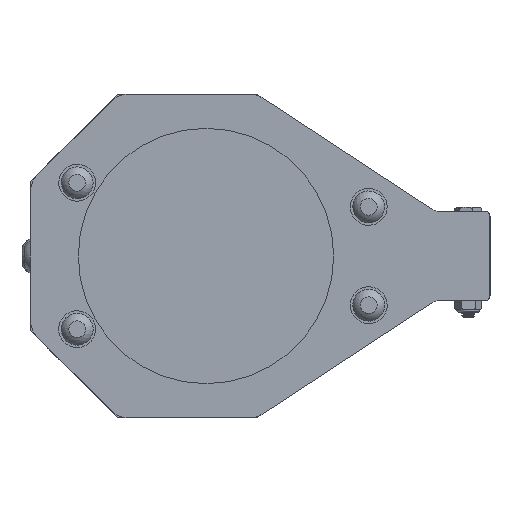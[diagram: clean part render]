
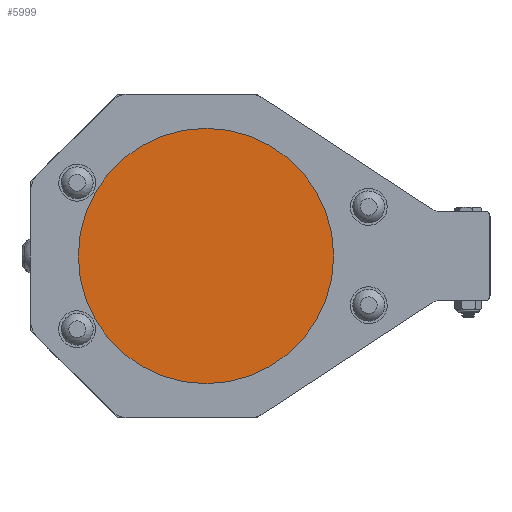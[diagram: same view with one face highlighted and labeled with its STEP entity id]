
A CAD part, left-side view. The second image highlights one B-rep face of the part: STEP entity #5999.
In plain terms, the highlighted planar face has unit normal (-1, 0, 0).
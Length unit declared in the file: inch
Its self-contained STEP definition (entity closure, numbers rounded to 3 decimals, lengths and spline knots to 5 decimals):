
#1256=PLANE('',#6637);
#1540=CIRCLE('',#6636,1.5);
#1998=FACE_OUTER_BOUND('',#2503,.T.);
#2503=EDGE_LOOP('',(#5426));
#3291=VERTEX_POINT('',#19460);
#4035=EDGE_CURVE('',#3291,#3291,#1540,.T.);
#5426=ORIENTED_EDGE('',*,*,#4035,.T.);
#5999=ADVANCED_FACE('',(#1998),#1256,.T.);
#6636=AXIS2_PLACEMENT_3D('',#19461,#8141,#8142);
#6637=AXIS2_PLACEMENT_3D('',#19462,#8143,#8144);
#8141=DIRECTION('center_axis',(-1.,0.,0.));
#8142=DIRECTION('ref_axis',(0.,0.,-1.));
#8143=DIRECTION('center_axis',(-1.,0.,0.));
#8144=DIRECTION('ref_axis',(0.,0.,1.));
#19460=CARTESIAN_POINT('',(-5.14098,0.5817,3.25087));
#19461=CARTESIAN_POINT('Origin',(-5.14098,0.5817,1.75087));
#19462=CARTESIAN_POINT('Origin',(-5.14098,0.5817,1.75087));
